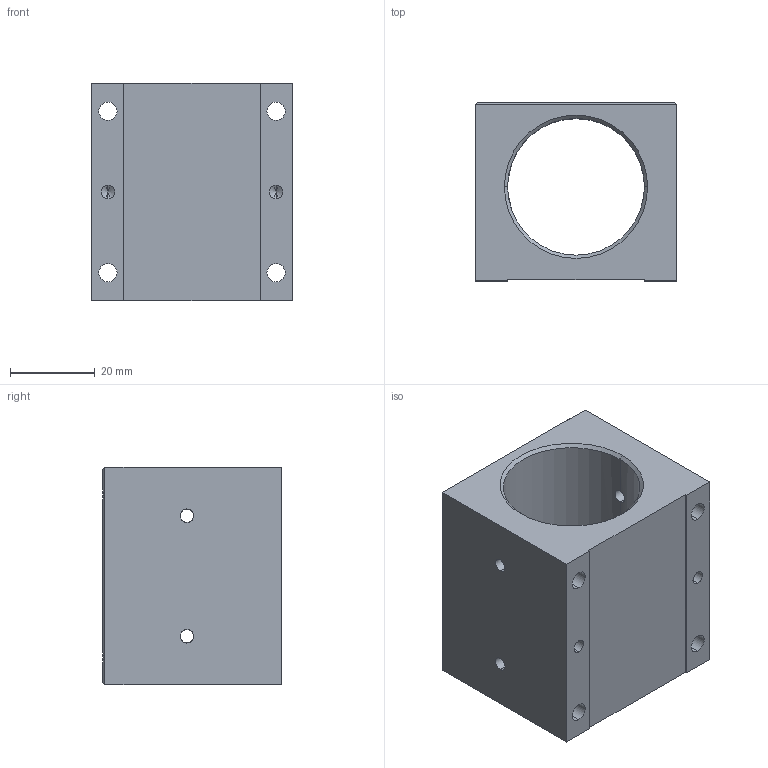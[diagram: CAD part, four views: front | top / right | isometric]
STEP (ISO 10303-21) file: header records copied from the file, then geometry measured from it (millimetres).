
FILE_DESCRIPTION (( 'STEP AP203' ), '1' );
FILE_NAME ('S8019P02.STEP', '2019-04-11T12:22:26', ( '' ), ( '' ), 'SwSTEP 2.0', 'SolidWorks 2019', '' );
FILE_SCHEMA (( 'CONFIG_CONTROL_DESIGN' ));
Length unit declared in the file: inch
Products named in the file (1): S8019P02
Bounding box: 47.62 x 42.06 x 51.31 mm (x, y, z)
Volume: 56829.5 mm3; surface area: 19340.5 mm2
Topology: 1 solids, 1 shells, 74 faces, 193 edges, 114 vertices
Faces by surface type: cylinder 40, plane 18, cone 16
Entity records: 2592 total; most frequent: CARTESIAN_POINT 660, DIRECTION 403, ORIENTED_EDGE 378, EDGE_CURVE 189, AXIS2_PLACEMENT_3D 153, VERTEX_POINT 114, VECTOR 97, LINE 97
